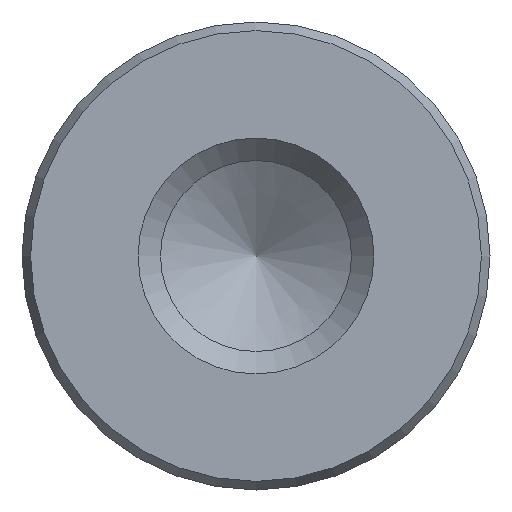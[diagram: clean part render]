
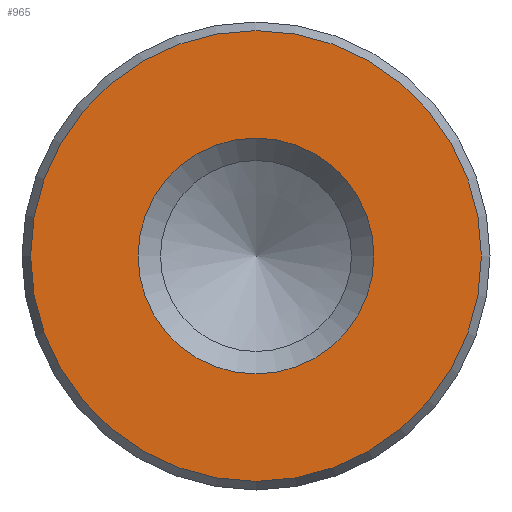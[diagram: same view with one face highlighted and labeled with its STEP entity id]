
A CAD part, front view. The second image highlights one B-rep face of the part: STEP entity #965.
In plain terms, the highlighted planar face has unit normal (0, -1, 0).
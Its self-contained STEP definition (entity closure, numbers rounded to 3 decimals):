
#24 = VERTEX_POINT ( 'NONE', #662 ) ;
#152 = DIRECTION ( 'NONE',  ( 0., 1., 0. ) ) ;
#155 = CARTESIAN_POINT ( 'NONE',  ( 0., 0., 0. ) ) ;
#225 = CIRCLE ( 'NONE', #457, 12.038 ) ;
#231 = EDGE_LOOP ( 'NONE', ( #316 ) ) ;
#245 = FACE_BOUND ( 'NONE', #907, .T. ) ;
#252 = ORIENTED_EDGE ( 'NONE', *, *, #773, .T. ) ;
#267 = EDGE_CURVE ( 'NONE', #24, #24, #225, .T. ) ;
#316 = ORIENTED_EDGE ( 'NONE', *, *, #267, .F. ) ;
#320 = PLANE ( 'NONE',  #558 ) ;
#340 = CIRCLE ( 'NONE', #753, 6.3 ) ;
#373 = CARTESIAN_POINT ( 'NONE',  ( 0., 0., 0. ) ) ;
#383 = VERTEX_POINT ( 'NONE', #1032 ) ;
#457 = AXIS2_PLACEMENT_3D ( 'NONE', #616, #152, #1029 ) ;
#463 = DIRECTION ( 'NONE',  ( 0., 1., 0. ) ) ;
#539 = DIRECTION ( 'NONE',  ( 0., 0., -1. ) ) ;
#558 = AXIS2_PLACEMENT_3D ( 'NONE', #155, #797, #1048 ) ;
#616 = CARTESIAN_POINT ( 'NONE',  ( 0., 0., 0. ) ) ;
#662 = CARTESIAN_POINT ( 'NONE',  ( 0., 0., 12.038 ) ) ;
#753 = AXIS2_PLACEMENT_3D ( 'NONE', #373, #463, #539 ) ;
#773 = EDGE_CURVE ( 'NONE', #383, #383, #340, .T. ) ;
#797 = DIRECTION ( 'NONE',  ( 0., -1., 0. ) ) ;
#906 = FACE_OUTER_BOUND ( 'NONE', #231, .T. ) ;
#907 = EDGE_LOOP ( 'NONE', ( #252 ) ) ;
#965 = ADVANCED_FACE ( 'NONE', ( #906, #245 ), #320, .T. ) ;
#1029 = DIRECTION ( 'NONE',  ( 0., 0., 1. ) ) ;
#1032 = CARTESIAN_POINT ( 'NONE',  ( 0., 0., -6.3 ) ) ;
#1048 = DIRECTION ( 'NONE',  ( 0., 0., -1. ) ) ;
